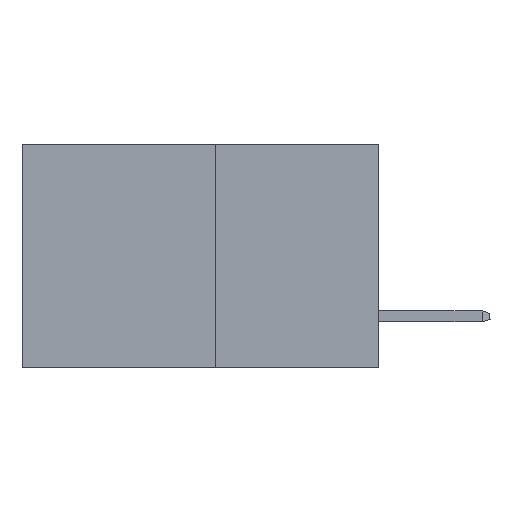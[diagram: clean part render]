
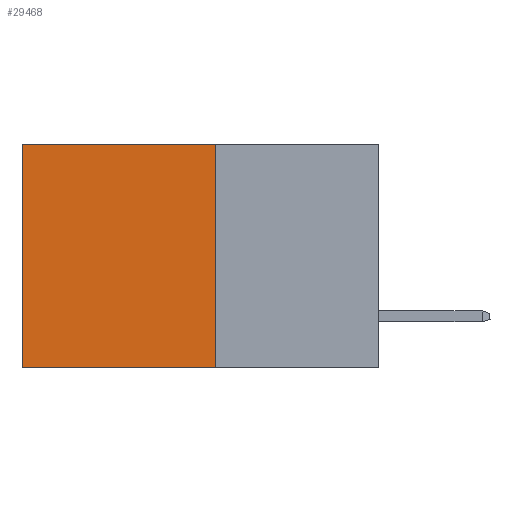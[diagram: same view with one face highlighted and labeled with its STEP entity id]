
A CAD part, left-side view. The second image highlights one B-rep face of the part: STEP entity #29468.
In plain terms, the highlighted planar face has unit normal (-1, 0, 0).
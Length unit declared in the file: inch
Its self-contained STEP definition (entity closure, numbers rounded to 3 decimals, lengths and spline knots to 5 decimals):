
#2334 = CARTESIAN_POINT ( 'NONE',  ( 0.277, 0.59, 0. ) ) ;
#3662 = VECTOR ( 'NONE', #21868, 39.37008 ) ;
#4429 = LINE ( 'NONE', #28939, #3662 ) ;
#6142 = EDGE_LOOP ( 'NONE', ( #14623, #15333, #18651, #20933 ) ) ;
#6669 = FACE_OUTER_BOUND ( 'NONE', #6142, .T. ) ;
#7706 = CARTESIAN_POINT ( 'NONE',  ( 0.277, 0.27, -0.37 ) ) ;
#8014 = CARTESIAN_POINT ( 'NONE',  ( 0.277, 0.27, -0.37 ) ) ;
#8069 = VERTEX_POINT ( 'NONE', #11960 ) ;
#8171 = EDGE_CURVE ( 'NONE', #29227, #10748, #17139, .T. ) ;
#10445 = DIRECTION ( 'NONE',  ( 0., 0., -1. ) ) ;
#10748 = VERTEX_POINT ( 'NONE', #29708 ) ;
#11468 = VECTOR ( 'NONE', #14699, 39.37008 ) ;
#11871 = EDGE_CURVE ( 'NONE', #8069, #10748, #27911, .T. ) ;
#11960 = CARTESIAN_POINT ( 'NONE',  ( 0.277, 0.27, -0.37 ) ) ;
#12697 = PLANE ( 'NONE',  #23295 ) ;
#14623 = ORIENTED_EDGE ( 'NONE', *, *, #8171, .T. ) ;
#14699 = DIRECTION ( 'NONE',  ( 0., 0., -1. ) ) ;
#15151 = VECTOR ( 'NONE', #22176, 39.37008 ) ;
#15240 = LINE ( 'NONE', #16383, #20907 ) ;
#15333 = ORIENTED_EDGE ( 'NONE', *, *, #11871, .F. ) ;
#16383 = CARTESIAN_POINT ( 'NONE',  ( 0.277, 0.27, -0.37 ) ) ;
#17139 = LINE ( 'NONE', #29049, #11468 ) ;
#17332 = VERTEX_POINT ( 'NONE', #28201 ) ;
#18651 = ORIENTED_EDGE ( 'NONE', *, *, #23867, .F. ) ;
#18710 = DIRECTION ( 'NONE',  ( 0., 0., -1. ) ) ;
#20907 = VECTOR ( 'NONE', #18710, 39.37008 ) ;
#20933 = ORIENTED_EDGE ( 'NONE', *, *, #21492, .T. ) ;
#21492 = EDGE_CURVE ( 'NONE', #17332, #29227, #4429, .T. ) ;
#21868 = DIRECTION ( 'NONE',  ( 0., 1., 0. ) ) ;
#22176 = DIRECTION ( 'NONE',  ( 0., 1., 0. ) ) ;
#23295 = AXIS2_PLACEMENT_3D ( 'NONE', #8014, #24873, #10445 ) ;
#23867 = EDGE_CURVE ( 'NONE', #17332, #8069, #15240, .T. ) ;
#24873 = DIRECTION ( 'NONE',  ( 1., 0., 0. ) ) ;
#27911 = LINE ( 'NONE', #7706, #15151 ) ;
#28201 = CARTESIAN_POINT ( 'NONE',  ( 0.277, 0.27, 0. ) ) ;
#28939 = CARTESIAN_POINT ( 'NONE',  ( 0.277, 0.27, 0. ) ) ;
#29049 = CARTESIAN_POINT ( 'NONE',  ( 0.277, 0.59, -0.37 ) ) ;
#29227 = VERTEX_POINT ( 'NONE', #2334 ) ;
#29468 = ADVANCED_FACE ( 'NONE', ( #6669 ), #12697, .F. ) ;
#29708 = CARTESIAN_POINT ( 'NONE',  ( 0.277, 0.59, -0.37 ) ) ;
